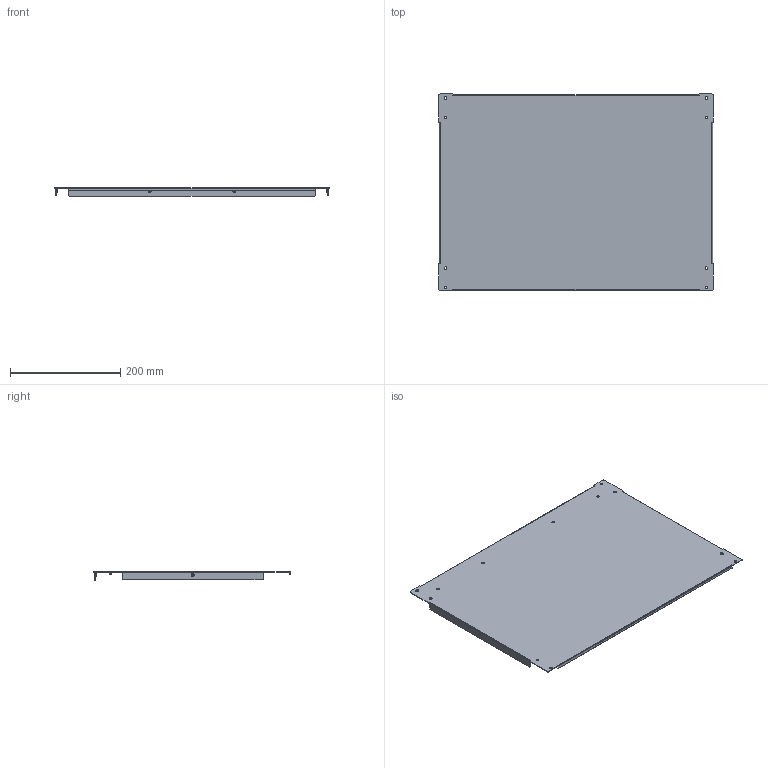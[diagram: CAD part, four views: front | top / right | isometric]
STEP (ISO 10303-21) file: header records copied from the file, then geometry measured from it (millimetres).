
FILE_DESCRIPTION (( 'STEP AP203' ), '1' );
FILE_NAME ('階簽.STEP', '2022-09-27T06:10:10', ( '' ), ( '' ), 'SwSTEP 2.0', 'SolidWorks 2016', '' );
FILE_SCHEMA (( 'CONFIG_CONTROL_DESIGN' ));
Length unit declared in the file: millimetre
Products named in the file (1): 階簽
Bounding box: 498 x 355.5 x 16 mm (x, y, z)
Volume: 191560.7 mm3; surface area: 384867.5 mm2
Topology: 1 solids, 1 shells, 130 faces, 322 edges, 206 vertices
Faces by surface type: cylinder 68, plane 62
Entity records: 4005 total; most frequent: DIRECTION 726, CARTESIAN_POINT 659, ORIENTED_EDGE 644, EDGE_CURVE 322, AXIS2_PLACEMENT_3D 273, VERTEX_POINT 206, LINE 180, VECTOR 180
